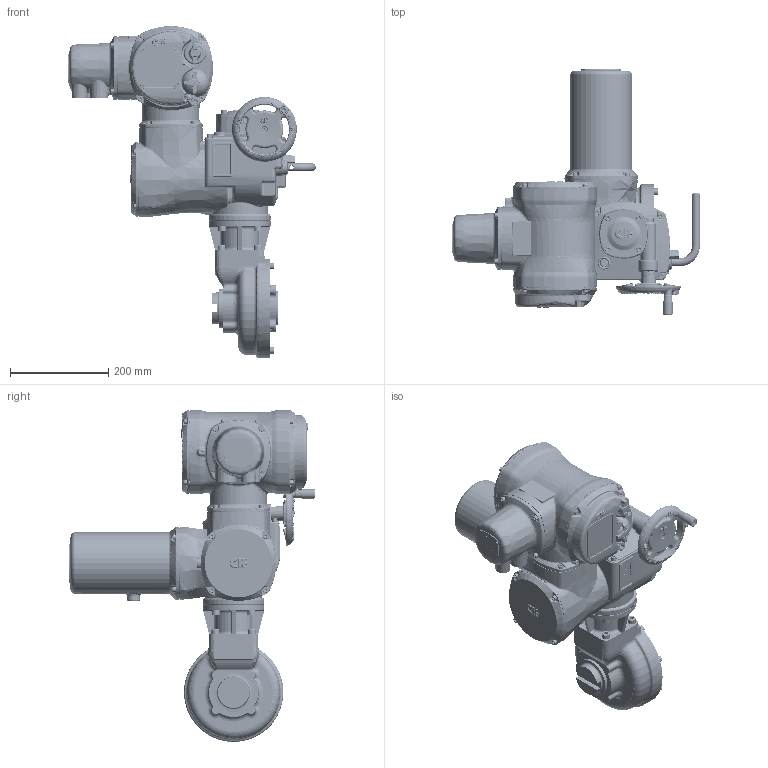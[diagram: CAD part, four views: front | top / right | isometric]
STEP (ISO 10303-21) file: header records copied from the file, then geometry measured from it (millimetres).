
FILE_DESCRIPTION(/* description */ ('Unknown'),/* implementation_level */ '2;1');
FILE_NAME(/* name */ 'A8B4N0B000X-1',/* time_stamp */ '2019-11-29T10:39:52+05:00',/* author */ ('Unknown'),/* organization */ ('Unknown'),/* preprocessor_version */ 'ST-DEVELOPER v16.7',/* originating_system */ 'DEX',/* authorisation */ $);
FILE_SCHEMA (('TECHNICAL_DATA_PACKAGING','AUTOMOTIVE_DESIGN {1 0 10303 214 3 1 1}'));
Length unit declared in the file: millimetre
Products named in the file (1): A8B4N0B000
Bounding box: 502.85 x 499.65 x 674.33 mm (x, y, z)
Volume: 12997 mm3; surface area: 919477.8 mm2
Topology: 34 solids, 39 shells, 10911 faces, 26497 edges, 15926 vertices
Faces by surface type: plane 3586, bspline 3313, cylinder 2564, torus 760, cone 535, sphere 153
Full cylindrical faces by diameter (mm): 0.65 x1, 1.152 x1, 4.917 x26, 6 x14, 6.5 x8, 8 x12, 8.2 x1, 8.376 x4, 8.5 x12, 9 x8, 10 x34, 10.22 x4, 10.5 x4, 10.8 x8, 12 x1, 13 x18, 13.5 x1, 14 x1, 14.5 x4, 15 x1, 15.5 x1, 16 x12, 17 x4, 18.376 x1, 19 x1, 23.376 x1, 30 x1, 30.376 x1, 42 x1, 52 x1
Entity records: 489020 total; most frequent: CARTESIAN_POINT 188628, ORIENTED_EDGE 50862, DIRECTION 37817, EDGE_CURVE 25431, VERTEX_POINT 15679, AXIS2_PLACEMENT_3D 13649, FACE_BOUND 12060, EDGE_LOOP 12000
